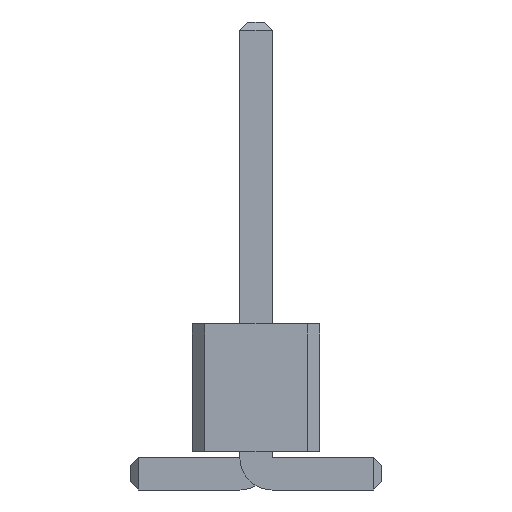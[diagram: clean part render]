
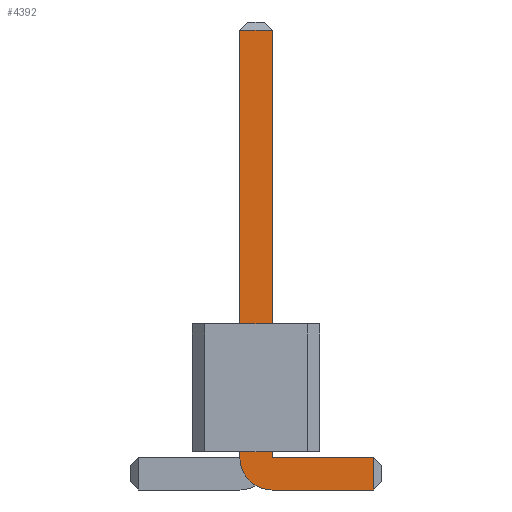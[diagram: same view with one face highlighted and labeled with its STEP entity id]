
A CAD part, front view. The second image highlights one B-rep face of the part: STEP entity #4392.
In plain terms, the highlighted planar face has unit normal (0, -1, 0).
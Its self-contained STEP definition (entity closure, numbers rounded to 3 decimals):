
#13=DIRECTION('',(0.,0.,1.));
#67=DIRECTION('',(1.,0.,0.));
#1979=VECTOR('',#67,1.);
#1990=DIRECTION('',(0.,1.,0.));
#2032=DIRECTION('',(-1.,0.,0.));
#3941=VECTOR('',#2032,1.);
#4200=DIRECTION('',(-0.,1.,0.));
#4201=DIRECTION('',(0.,0.,-1.));
#4208=VECTOR('',#4209,1.);
#4209=DIRECTION('',(0.,0.,1.));
#4220=VECTOR('',#4201,1.);
#4238=VERTEX_POINT('',#4239);
#4239=CARTESIAN_POINT('',(2.34,-42.23,0.));
#4242=ORIENTED_EDGE('',*,*,#4243,.T.);
#4243=EDGE_CURVE('',#4238,#4244,#4246,.T.);
#4244=VERTEX_POINT('',#4245);
#4245=CARTESIAN_POINT('',(0.32,-42.23,0.));
#4246=LINE('',#4247,#3941);
#4247=CARTESIAN_POINT('',(2.5,-42.23,0.));
#4286=VERTEX_POINT('',#4287);
#4287=CARTESIAN_POINT('',(-0.32,-42.23,0.64));
#4290=EDGE_CURVE('',#4244,#4286,#4291,.T.);
#4291=CIRCLE('',#4292,0.64);
#4292=AXIS2_PLACEMENT_3D('',#4293,#4200,#4201);
#4293=CARTESIAN_POINT('',(0.32,-42.23,0.64));
#4302=VERTEX_POINT('',#4293);
#4304=ORIENTED_EDGE('',*,*,#4305,.T.);
#4305=EDGE_CURVE('',#4302,#4306,#4308,.T.);
#4306=VERTEX_POINT('',#4307);
#4307=CARTESIAN_POINT('',(2.34,-42.23,0.64));
#4308=LINE('',#4293,#1979);
#4318=ORIENTED_EDGE('',*,*,#4319,.T.);
#4319=EDGE_CURVE('',#4286,#4320,#4322,.T.);
#4320=VERTEX_POINT('',#4321);
#4321=CARTESIAN_POINT('',(-0.32,-42.23,9.14));
#4322=LINE('',#4323,#4208);
#4323=CARTESIAN_POINT('',(-0.32,-42.23,0.));
#4336=VERTEX_POINT('',#4337);
#4337=CARTESIAN_POINT('',(0.32,-42.23,9.14));
#4339=ORIENTED_EDGE('',*,*,#4340,.T.);
#4340=EDGE_CURVE('',#4336,#4302,#4341,.T.);
#4341=LINE('',#4342,#4220);
#4342=CARTESIAN_POINT('',(0.32,-42.23,9.3));
#4392=ADVANCED_FACE('',(#4393),#4402,.F.);
#4393=FACE_BOUND('',#4394,.F.);
#4394=EDGE_LOOP('',(#4242,#4395,#4318,#4396,#4339,#4304,#4399));
#4395=ORIENTED_EDGE('',*,*,#4290,.T.);
#4396=ORIENTED_EDGE('',*,*,#4397,.T.);
#4397=EDGE_CURVE('',#4320,#4336,#4398,.T.);
#4398=LINE('',#4321,#1979);
#4399=ORIENTED_EDGE('',*,*,#4400,.T.);
#4400=EDGE_CURVE('',#4306,#4238,#4401,.T.);
#4401=LINE('',#4307,#4220);
#4402=PLANE('',#4403);
#4403=AXIS2_PLACEMENT_3D('',#4404,#1990,#13);
#4404=CARTESIAN_POINT('',(0.311,-42.23,3.871));
